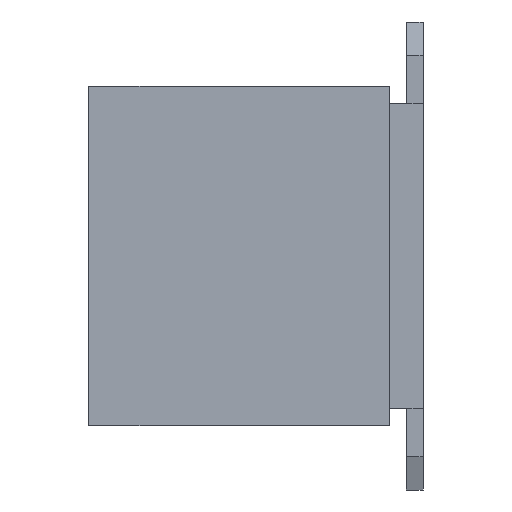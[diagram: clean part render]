
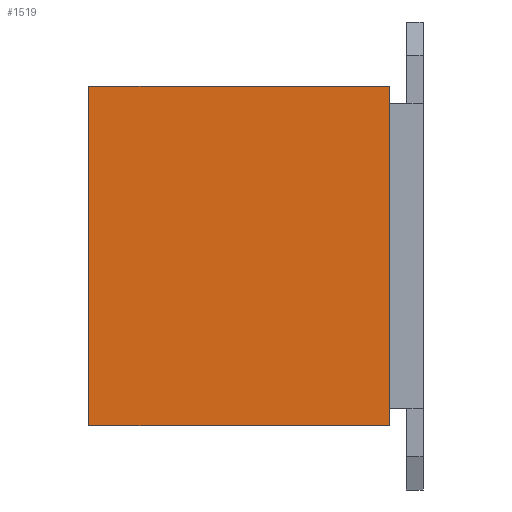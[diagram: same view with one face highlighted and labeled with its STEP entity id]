
A CAD part, left-side view. The second image highlights one B-rep face of the part: STEP entity #1519.
In plain terms, the highlighted planar face has unit normal (-1, 0, 0).
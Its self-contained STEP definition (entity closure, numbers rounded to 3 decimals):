
#514 = VERTEX_POINT ( 'NONE', #3841 ) ;
#515 = VERTEX_POINT ( 'NONE', #3799 ) ;
#1519 = ADVANCED_FACE ( 'NONE', ( #12198 ), #10536, .T. ) ;
#3282 = VERTEX_POINT ( 'NONE', #14155 ) ;
#3386 = VERTEX_POINT ( 'NONE', #14151 ) ;
#3799 = CARTESIAN_POINT ( 'NONE',  ( 0., 0., 0. ) ) ;
#3841 = CARTESIAN_POINT ( 'NONE',  ( 0., 0., -5.08 ) ) ;
#5056 = ORIENTED_EDGE ( 'NONE', *, *, #7040, .T. ) ;
#5082 = ORIENTED_EDGE ( 'NONE', *, *, #6841, .F. ) ;
#5107 = ORIENTED_EDGE ( 'NONE', *, *, #7008, .F. ) ;
#5120 = ORIENTED_EDGE ( 'NONE', *, *, #6963, .T. ) ;
#6083 = AXIS2_PLACEMENT_3D ( 'NONE', #10538, #10520, #10546 ) ;
#6841 = EDGE_CURVE ( 'NONE', #514, #515, #17691, .T. ) ;
#6963 = EDGE_CURVE ( 'NONE', #3386, #515, #17856, .T. ) ;
#7008 = EDGE_CURVE ( 'NONE', #3282, #514, #17986, .T. ) ;
#7040 = EDGE_CURVE ( 'NONE', #3282, #3386, #18054, .T. ) ;
#7260 = EDGE_LOOP ( 'NONE', ( #5082, #5107, #5056, #5120 ) ) ;
#10520 = DIRECTION ( 'NONE',  ( -1., 0., 0. ) ) ;
#10536 = PLANE ( 'NONE',  #6083 ) ;
#10538 = CARTESIAN_POINT ( 'NONE',  ( 0., -4.5, -5.08 ) ) ;
#10546 = DIRECTION ( 'NONE',  ( 0., 0., 1. ) ) ;
#12198 = FACE_OUTER_BOUND ( 'NONE', #7260, .T. ) ;
#14151 = CARTESIAN_POINT ( 'NONE',  ( 0., -4.5, 0. ) ) ;
#14155 = CARTESIAN_POINT ( 'NONE',  ( 0., -4.5, -5.08 ) ) ;
#16074 = DIRECTION ( 'NONE',  ( 0., 1., 0. ) ) ;
#16087 = CARTESIAN_POINT ( 'NONE',  ( 0., -4.5, 0. ) ) ;
#16157 = CARTESIAN_POINT ( 'NONE',  ( 0., -4.5, -5.08 ) ) ;
#16158 = DIRECTION ( 'NONE',  ( 0., 1., 0. ) ) ;
#16977 = CARTESIAN_POINT ( 'NONE',  ( 0., 0., -5.08 ) ) ;
#16982 = DIRECTION ( 'NONE',  ( 0., 0., 1. ) ) ;
#17673 = VECTOR ( 'NONE', #16982, 1000. ) ;
#17691 = LINE ( 'NONE', #16977, #17673 ) ;
#17856 = LINE ( 'NONE', #16087, #17912 ) ;
#17912 = VECTOR ( 'NONE', #16074, 1000. ) ;
#17986 = LINE ( 'NONE', #16157, #18005 ) ;
#18005 = VECTOR ( 'NONE', #16158, 1000. ) ;
#18047 = VECTOR ( 'NONE', #19057, 1000. ) ;
#18054 = LINE ( 'NONE', #19036, #18047 ) ;
#19036 = CARTESIAN_POINT ( 'NONE',  ( 0., -4.5, -5.08 ) ) ;
#19057 = DIRECTION ( 'NONE',  ( 0., 0., 1. ) ) ;
